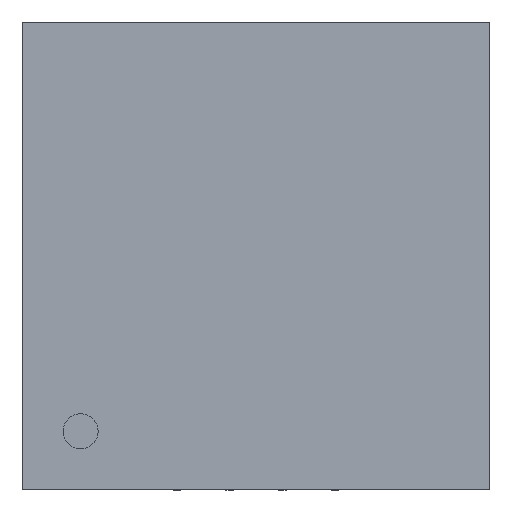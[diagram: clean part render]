
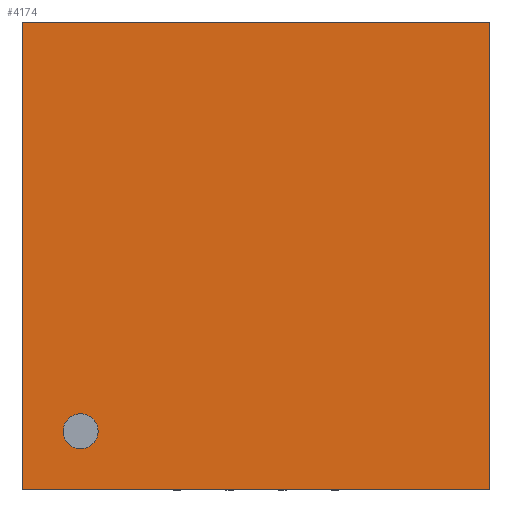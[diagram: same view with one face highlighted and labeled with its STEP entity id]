
A CAD part, top view. The second image highlights one B-rep face of the part: STEP entity #4174.
In plain terms, the highlighted planar face has unit normal (0, 0, 1).
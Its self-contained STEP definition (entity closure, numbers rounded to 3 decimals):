
#92 = EDGE_LOOP ( 'NONE', ( #1340, #4428 ) ) ;
#355 = EDGE_CURVE ( 'NONE', #4680, #698, #1222, .T. ) ;
#598 = CARTESIAN_POINT ( 'NONE',  ( -1.998, 0.16, 0.755 ) ) ;
#618 = DIRECTION ( 'NONE',  ( 0., -1., 0. ) ) ;
#698 = VERTEX_POINT ( 'NONE', #4528 ) ;
#969 = DIRECTION ( 'NONE',  ( 1., 0., 0. ) ) ;
#1066 = LINE ( 'NONE', #3347, #1260 ) ;
#1189 = VERTEX_POINT ( 'NONE', #3490 ) ;
#1216 = PLANE ( 'NONE',  #1944 ) ;
#1222 = LINE ( 'NONE', #5722, #3306 ) ;
#1260 = VECTOR ( 'NONE', #618, 1000. ) ;
#1340 = ORIENTED_EDGE ( 'NONE', *, *, #1803, .F. ) ;
#1546 = DIRECTION ( 'NONE',  ( 0., 0., 1. ) ) ;
#1701 = LINE ( 'NONE', #598, #1749 ) ;
#1728 = CIRCLE ( 'NONE', #6303, 0.15 ) ;
#1749 = VECTOR ( 'NONE', #3833, 1000. ) ;
#1803 = EDGE_CURVE ( 'NONE', #3656, #3023, #3843, .T. ) ;
#1944 = AXIS2_PLACEMENT_3D ( 'NONE', #3476, #6301, #2932 ) ;
#1958 = CARTESIAN_POINT ( 'NONE',  ( -1.498, -1.34, 0.755 ) ) ;
#1970 = AXIS2_PLACEMENT_3D ( 'NONE', #1958, #2637, #2040 ) ;
#2040 = DIRECTION ( 'NONE',  ( 1., 0., 0. ) ) ;
#2046 = EDGE_CURVE ( 'NONE', #3023, #3656, #1728, .T. ) ;
#2335 = ORIENTED_EDGE ( 'NONE', *, *, #4955, .F. ) ;
#2360 = DIRECTION ( 'NONE',  ( -1., 0., 0. ) ) ;
#2606 = CARTESIAN_POINT ( 'NONE',  ( -1.498, -1.34, 0.755 ) ) ;
#2637 = DIRECTION ( 'NONE',  ( 0., 0., 1. ) ) ;
#2789 = CARTESIAN_POINT ( 'NONE',  ( -1.348, -1.34, 0.755 ) ) ;
#2837 = CARTESIAN_POINT ( 'NONE',  ( 2.002, 2.16, 0.755 ) ) ;
#2932 = DIRECTION ( 'NONE',  ( -1., 0., 0. ) ) ;
#2933 = VECTOR ( 'NONE', #3092, 1000. ) ;
#3023 = VERTEX_POINT ( 'NONE', #3586 ) ;
#3092 = DIRECTION ( 'NONE',  ( 1., 0., 0. ) ) ;
#3306 = VECTOR ( 'NONE', #2360, 1000. ) ;
#3347 = CARTESIAN_POINT ( 'NONE',  ( 2.002, 0.16, 0.755 ) ) ;
#3476 = CARTESIAN_POINT ( 'NONE',  ( 0.002, 0.16, 0.755 ) ) ;
#3490 = CARTESIAN_POINT ( 'NONE',  ( -1.998, 2.16, 0.755 ) ) ;
#3551 = FACE_OUTER_BOUND ( 'NONE', #4107, .T. ) ;
#3586 = CARTESIAN_POINT ( 'NONE',  ( -1.648, -1.34, 0.755 ) ) ;
#3656 = VERTEX_POINT ( 'NONE', #2789 ) ;
#3833 = DIRECTION ( 'NONE',  ( 0., 1., 0. ) ) ;
#3843 = CIRCLE ( 'NONE', #1970, 0.15 ) ;
#4008 = FACE_BOUND ( 'NONE', #92, .T. ) ;
#4107 = EDGE_LOOP ( 'NONE', ( #2335, #6873, #6347, #5258 ) ) ;
#4174 = ADVANCED_FACE ( 'NONE', ( #3551, #4008 ), #1216, .F. ) ;
#4428 = ORIENTED_EDGE ( 'NONE', *, *, #2046, .F. ) ;
#4528 = CARTESIAN_POINT ( 'NONE',  ( -1.998, -1.84, 0.755 ) ) ;
#4680 = VERTEX_POINT ( 'NONE', #5193 ) ;
#4727 = LINE ( 'NONE', #6949, #2933 ) ;
#4863 = EDGE_CURVE ( 'NONE', #6965, #4680, #1066, .T. ) ;
#4955 = EDGE_CURVE ( 'NONE', #1189, #6965, #4727, .T. ) ;
#5193 = CARTESIAN_POINT ( 'NONE',  ( 2.002, -1.84, 0.755 ) ) ;
#5258 = ORIENTED_EDGE ( 'NONE', *, *, #4863, .F. ) ;
#5296 = EDGE_CURVE ( 'NONE', #698, #1189, #1701, .T. ) ;
#5722 = CARTESIAN_POINT ( 'NONE',  ( 0.002, -1.84, 0.755 ) ) ;
#6301 = DIRECTION ( 'NONE',  ( 0., 0., -1. ) ) ;
#6303 = AXIS2_PLACEMENT_3D ( 'NONE', #2606, #1546, #969 ) ;
#6347 = ORIENTED_EDGE ( 'NONE', *, *, #355, .F. ) ;
#6873 = ORIENTED_EDGE ( 'NONE', *, *, #5296, .F. ) ;
#6949 = CARTESIAN_POINT ( 'NONE',  ( 0.002, 2.16, 0.755 ) ) ;
#6965 = VERTEX_POINT ( 'NONE', #2837 ) ;
